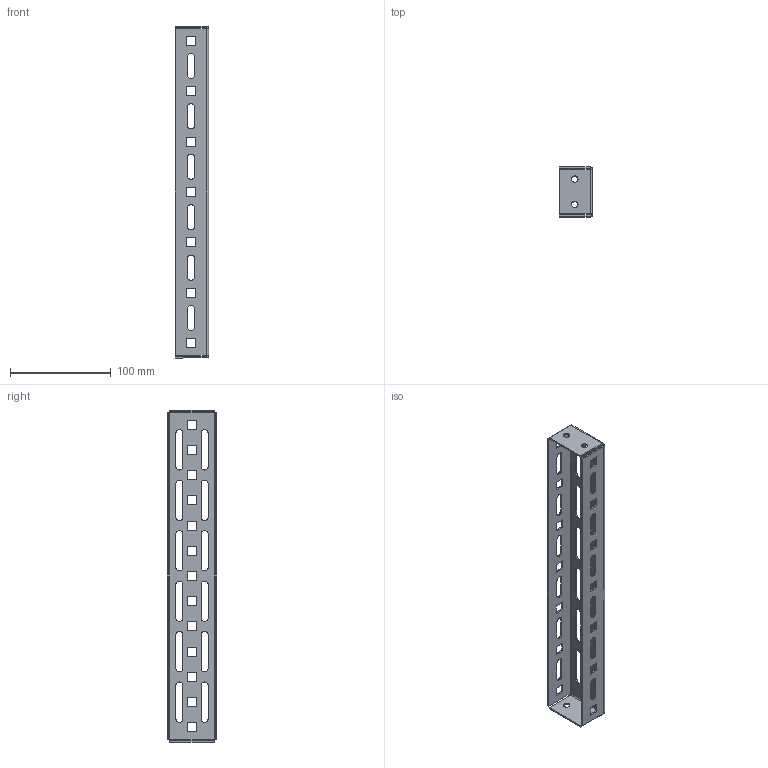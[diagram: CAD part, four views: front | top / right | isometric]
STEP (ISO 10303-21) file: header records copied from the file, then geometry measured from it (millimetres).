
FILE_DESCRIPTION (( 'STEP AP214' ), '1' );
FILE_NAME ('Ðåéêà øèðîêàÿ ïîïåðå÷íàÿ 400.STEP', '2018-02-26T13:09:20', ( '' ), ( '' ), 'SwSTEP 2.0', 'SolidWorks 2017', '' );
FILE_SCHEMA (( 'AUTOMOTIVE_DESIGN' ));
Length unit declared in the file: millimetre
Products named in the file (1): Ðåéêà øèðîêàÿ ïîïåðå÷íàÿ 400
Bounding box: 33 x 49 x 329 mm (x, y, z)
Volume: 46799.7 mm3; surface area: 68110.8 mm2
Topology: 1 solids, 1 shells, 262 faces, 748 edges, 488 vertices
Faces by surface type: plane 186, cylinder 76
Entity records: 8722 total; most frequent: CARTESIAN_POINT 1499, ORIENTED_EDGE 1496, DIRECTION 1426, EDGE_CURVE 748, VECTOR 596, LINE 596, VERTEX_POINT 488, AXIS2_PLACEMENT_3D 415
